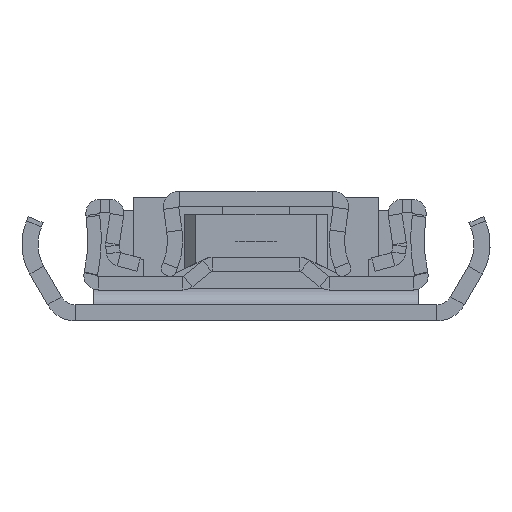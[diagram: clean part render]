
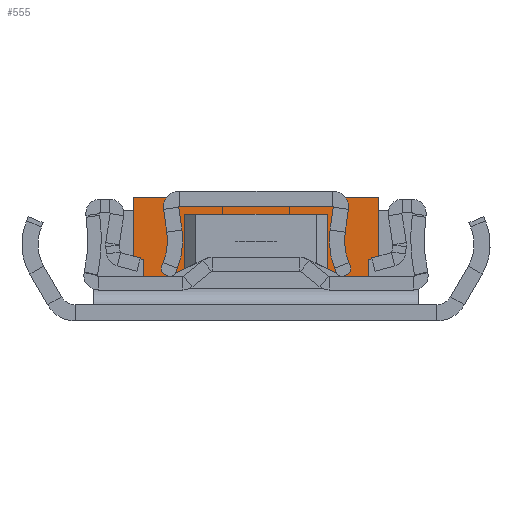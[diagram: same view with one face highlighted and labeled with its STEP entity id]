
A CAD part, left-side view. The second image highlights one B-rep face of the part: STEP entity #555.
In plain terms, the highlighted face is planar.
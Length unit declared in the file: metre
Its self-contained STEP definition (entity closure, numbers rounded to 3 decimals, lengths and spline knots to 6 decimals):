
#555 = ADVANCED_FACE( '', ( #1321 ), #1322, .T. );
#1321 = FACE_OUTER_BOUND( '', #2385, .T. );
#1322 = PLANE( '', #2386 );
#2385 = EDGE_LOOP( '', ( #3733, #3734, #3735, #3736, #3737, #3738, #3739, #3740, #3741, #3742, #3743, #3744, #3745, #3746, #3747, #3748 ) );
#2386 = AXIS2_PLACEMENT_3D( '', #3749, #3750, #3751 );
#3733 = ORIENTED_EDGE( '', *, *, #6263, .T. );
#3734 = ORIENTED_EDGE( '', *, *, #6264, .T. );
#3735 = ORIENTED_EDGE( '', *, *, #6265, .F. );
#3736 = ORIENTED_EDGE( '', *, *, #6266, .F. );
#3737 = ORIENTED_EDGE( '', *, *, #6267, .T. );
#3738 = ORIENTED_EDGE( '', *, *, #6268, .T. );
#3739 = ORIENTED_EDGE( '', *, *, #6269, .T. );
#3740 = ORIENTED_EDGE( '', *, *, #6270, .T. );
#3741 = ORIENTED_EDGE( '', *, *, #6271, .F. );
#3742 = ORIENTED_EDGE( '', *, *, #6272, .T. );
#3743 = ORIENTED_EDGE( '', *, *, #6273, .T. );
#3744 = ORIENTED_EDGE( '', *, *, #6274, .F. );
#3745 = ORIENTED_EDGE( '', *, *, #6275, .T. );
#3746 = ORIENTED_EDGE( '', *, *, #6276, .F. );
#3747 = ORIENTED_EDGE( '', *, *, #6277, .F. );
#3748 = ORIENTED_EDGE( '', *, *, #6278, .T. );
#3749 = CARTESIAN_POINT( '', ( 0.0045, 0., 0.0064 ) );
#3750 = DIRECTION( '', ( 1., 0., 0. ) );
#3751 = DIRECTION( '', ( 0., 1., 0. ) );
#6263 = EDGE_CURVE( '', #7490, #7491, #7492, .T. );
#6264 = EDGE_CURVE( '', #7491, #7493, #7494, .T. );
#6265 = EDGE_CURVE( '', #7495, #7493, #7496, .T. );
#6266 = EDGE_CURVE( '', #7497, #7495, #7498, .T. );
#6267 = EDGE_CURVE( '', #7497, #7499, #7500, .T. );
#6268 = EDGE_CURVE( '', #7499, #7501, #7502, .T. );
#6269 = EDGE_CURVE( '', #7501, #7503, #7504, .T. );
#6270 = EDGE_CURVE( '', #7503, #7505, #7506, .T. );
#6271 = EDGE_CURVE( '', #7507, #7505, #7508, .T. );
#6272 = EDGE_CURVE( '', #7507, #7509, #7510, .T. );
#6273 = EDGE_CURVE( '', #7509, #7511, #7512, .T. );
#6274 = EDGE_CURVE( '', #7513, #7511, #7514, .T. );
#6275 = EDGE_CURVE( '', #7513, #7515, #7516, .T. );
#6276 = EDGE_CURVE( '', #7517, #7515, #7518, .T. );
#6277 = EDGE_CURVE( '', #7519, #7517, #7520, .T. );
#6278 = EDGE_CURVE( '', #7519, #7490, #7521, .T. );
#7490 = VERTEX_POINT( '', #9110 );
#7491 = VERTEX_POINT( '', #9111 );
#7492 = LINE( '', #9112, #9113 );
#7493 = VERTEX_POINT( '', #9114 );
#7494 = LINE( '', #9115, #9116 );
#7495 = VERTEX_POINT( '', #9117 );
#7496 = LINE( '', #9118, #9119 );
#7497 = VERTEX_POINT( '', #9120 );
#7498 = LINE( '', #9121, #9122 );
#7499 = VERTEX_POINT( '', #9123 );
#7500 = CIRCLE( '', #9124, 0.009525 );
#7501 = VERTEX_POINT( '', #9125 );
#7502 = LINE( '', #9126, #9127 );
#7503 = VERTEX_POINT( '', #9128 );
#7504 = LINE( '', #9129, #9130 );
#7505 = VERTEX_POINT( '', #9131 );
#7506 = LINE( '', #9132, #9133 );
#7507 = VERTEX_POINT( '', #9134 );
#7508 = LINE( '', #9135, #9136 );
#7509 = VERTEX_POINT( '', #9137 );
#7510 = LINE( '', #9138, #9139 );
#7511 = VERTEX_POINT( '', #9140 );
#7512 = CIRCLE( '', #9141, 0.009525 );
#7513 = VERTEX_POINT( '', #9142 );
#7514 = LINE( '', #9143, #9144 );
#7515 = VERTEX_POINT( '', #9145 );
#7516 = LINE( '', #9146, #9147 );
#7517 = VERTEX_POINT( '', #9148 );
#7518 = LINE( '', #9149, #9150 );
#7519 = VERTEX_POINT( '', #9151 );
#7520 = LINE( '', #9152, #9153 );
#7521 = LINE( '', #9154, #9155 );
#9110 = CARTESIAN_POINT( '', ( 0.0045, -0.01935, 0.0128 ) );
#9111 = CARTESIAN_POINT( '', ( 0.0045, -0.01935, 0.003 ) );
#9112 = CARTESIAN_POINT( '', ( 0.0045, -0.01935, 0.0128 ) );
#9113 = VECTOR( '', #10852, 1. );
#9114 = CARTESIAN_POINT( '', ( 0.0045, -0.01785, 0.003 ) );
#9115 = CARTESIAN_POINT( '', ( 0.0045, -0.0186, 0.003 ) );
#9116 = VECTOR( '', #10853, 1. );
#9117 = CARTESIAN_POINT( '', ( 0.0045, -0.01785, 0. ) );
#9118 = CARTESIAN_POINT( '', ( 0.0045, -0.01785, 0.0015 ) );
#9119 = VECTOR( '', #10854, 1. );
#9120 = CARTESIAN_POINT( '', ( 0.0045, -0.016495, 0. ) );
#9121 = CARTESIAN_POINT( '', ( 0.0045, 0., 0. ) );
#9122 = VECTOR( '', #10855, 1. );
#9123 = CARTESIAN_POINT( '', ( 0.0045, -0.012412, 0.000919 ) );
#9124 = AXIS2_PLACEMENT_3D( '', #10856, #10857, #10858 );
#9125 = CARTESIAN_POINT( '', ( 0.0045, -0.01125, 0.001471 ) );
#9126 = CARTESIAN_POINT( '', ( 0.0045, -0.010925, 0.001625 ) );
#9127 = VECTOR( '', #10859, 1. );
#9128 = CARTESIAN_POINT( '', ( 0.0045, -0.01125, 0.01005 ) );
#9129 = CARTESIAN_POINT( '', ( 0.0045, -0.01125, 0.005025 ) );
#9130 = VECTOR( '', #10860, 1. );
#9131 = CARTESIAN_POINT( '', ( 0.0045, 0.01125, 0.01005 ) );
#9132 = CARTESIAN_POINT( '', ( 0.0045, 0., 0.01005 ) );
#9133 = VECTOR( '', #10861, 1. );
#9134 = CARTESIAN_POINT( '', ( 0.0045, 0.01125, 0.001471 ) );
#9135 = CARTESIAN_POINT( '', ( 0.0045, 0.01125, 0.005025 ) );
#9136 = VECTOR( '', #10862, 1. );
#9137 = CARTESIAN_POINT( '', ( 0.0045, 0.012412, 0.000919 ) );
#9138 = CARTESIAN_POINT( '', ( 0.0045, 0.010925, 0.001625 ) );
#9139 = VECTOR( '', #10863, 1. );
#9140 = CARTESIAN_POINT( '', ( 0.0045, 0.016495, 0. ) );
#9141 = AXIS2_PLACEMENT_3D( '', #10864, #10865, #10866 );
#9142 = CARTESIAN_POINT( '', ( 0.0045, 0.01785, 0. ) );
#9143 = CARTESIAN_POINT( '', ( 0.0045, 0., 0. ) );
#9144 = VECTOR( '', #10867, 1. );
#9145 = CARTESIAN_POINT( '', ( 0.0045, 0.01785, 0.003 ) );
#9146 = CARTESIAN_POINT( '', ( 0.0045, 0.01785, 0.0015 ) );
#9147 = VECTOR( '', #10868, 1. );
#9148 = CARTESIAN_POINT( '', ( 0.0045, 0.01935, 0.003 ) );
#9149 = CARTESIAN_POINT( '', ( 0.0045, 0.0186, 0.003 ) );
#9150 = VECTOR( '', #10869, 1. );
#9151 = CARTESIAN_POINT( '', ( 0.0045, 0.01935, 0.0128 ) );
#9152 = CARTESIAN_POINT( '', ( 0.0045, 0.01935, 0.0128 ) );
#9153 = VECTOR( '', #10870, 1. );
#9154 = CARTESIAN_POINT( '', ( 0.0045, 0., 0.0128 ) );
#9155 = VECTOR( '', #10871, 1. );
#10852 = DIRECTION( '', ( 0., 0., -1. ) );
#10853 = DIRECTION( '', ( 0., 1., 0. ) );
#10854 = DIRECTION( '', ( 0., 0., 1. ) );
#10855 = DIRECTION( '', ( 0., -1., 0. ) );
#10856 = CARTESIAN_POINT( '', ( 0.0045, -0.016495, 0.009525 ) );
#10857 = DIRECTION( '', ( 1., 0., 0. ) );
#10858 = DIRECTION( '', ( 0., 1., 0. ) );
#10859 = DIRECTION( '', ( 0., 0.903, 0.429 ) );
#10860 = DIRECTION( '', ( 0., 0., 1. ) );
#10861 = DIRECTION( '', ( 0., 1., 0. ) );
#10862 = DIRECTION( '', ( 0., 0., 1. ) );
#10863 = DIRECTION( '', ( 0., 0.903, -0.429 ) );
#10864 = CARTESIAN_POINT( '', ( 0.0045, 0.016495, 0.009525 ) );
#10865 = DIRECTION( '', ( 1., 0., 0. ) );
#10866 = DIRECTION( '', ( 0., 1., 0. ) );
#10867 = DIRECTION( '', ( 0., -1., 0. ) );
#10868 = DIRECTION( '', ( 0., 0., 1. ) );
#10869 = DIRECTION( '', ( 0., -1., 0. ) );
#10870 = DIRECTION( '', ( 0., 0., -1. ) );
#10871 = DIRECTION( '', ( 0., -1., 0. ) );
